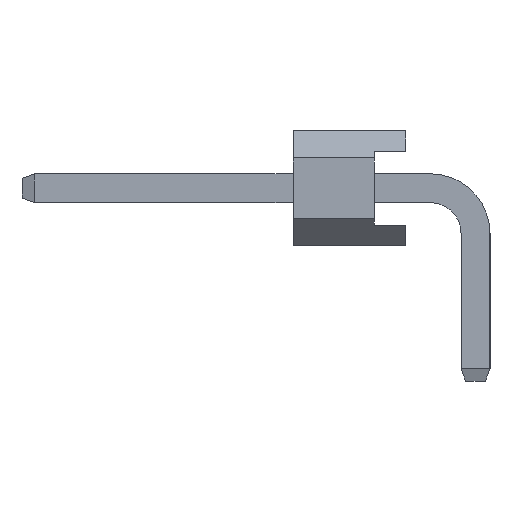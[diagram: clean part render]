
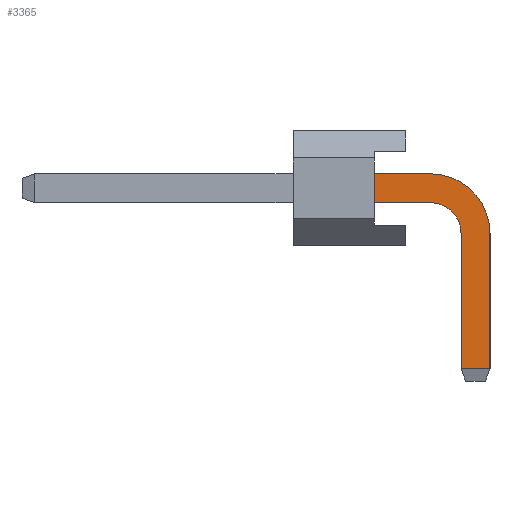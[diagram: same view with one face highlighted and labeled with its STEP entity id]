
A CAD part, left-side view. The second image highlights one B-rep face of the part: STEP entity #3365.
In plain terms, the highlighted planar face has unit normal (-1, 0, 0).
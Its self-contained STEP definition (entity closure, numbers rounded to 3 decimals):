
#3365=ADVANCED_FACE('',(#9381),#9383,.T.);
#9381=FACE_BOUND('',#9382,.T.);
#9382=EDGE_LOOP('',(#14273,#14274,#14275,#14276,#14277,#14278,#14279,#14280));
#9383=PLANE('',#9384);
#9384=AXIS2_PLACEMENT_3D('',#9385,#9386,#9387);
#9385=CARTESIAN_POINT('',(-0.32,0.32,-3.));
#9386=DIRECTION('',(-1.,0.,0.));
#9387=DIRECTION('',(0.,-1.,0.));
#14273=ORIENTED_EDGE('',*,*,#17185,.T.);
#14274=ORIENTED_EDGE('',*,*,#17186,.T.);
#14275=ORIENTED_EDGE('',*,*,#17187,.T.);
#14276=ORIENTED_EDGE('',*,*,#17188,.T.);
#14277=ORIENTED_EDGE('',*,*,#16229,.T.);
#14278=ORIENTED_EDGE('',*,*,#17189,.F.);
#14279=ORIENTED_EDGE('',*,*,#17190,.F.);
#14280=ORIENTED_EDGE('',*,*,#17191,.F.);
#16229=EDGE_CURVE('',#18581,#18582,#18583,.T.);
#17185=EDGE_CURVE('',#20081,#20082,#20083,.T.);
#17186=EDGE_CURVE('',#20082,#20084,#20085,.T.);
#17187=EDGE_CURVE('',#20084,#20086,#20087,.T.);
#17188=EDGE_CURVE('',#20086,#18581,#20088,.T.);
#17189=EDGE_CURVE('',#20089,#18582,#20090,.T.);
#17190=EDGE_CURVE('',#20091,#20089,#20092,.T.);
#17191=EDGE_CURVE('',#20081,#20091,#20093,.T.);
#18581=VERTEX_POINT('',#22593);
#18582=VERTEX_POINT('',#22594);
#18583=LINE('',#22595,#22596);
#20081=VERTEX_POINT('',#26093);
#20082=VERTEX_POINT('',#26094);
#20083=LINE('',#26095,#26096);
#20084=VERTEX_POINT('',#26098);
#20085=LINE('',#26099,#26100);
#20086=VERTEX_POINT('',#26102);
#20087=CIRCLE('',#26103,1.32);
#20088=LINE('',#26107,#26108);
#20089=VERTEX_POINT('',#26110);
#20090=LINE('',#26111,#26112);
#20091=VERTEX_POINT('',#26114);
#20092=CIRCLE('',#26115,0.68);
#20093=LINE('',#26119,#26120);
#22593=CARTESIAN_POINT('',(-0.32,2.24,1.59));
#22594=CARTESIAN_POINT('',(-0.32,2.24,0.95));
#22595=CARTESIAN_POINT('',(-0.32,2.24,1.59));
#22596=VECTOR('',#22597,1.);
#22597=DIRECTION('',(0.,0.,-1.));
#26093=CARTESIAN_POINT('',(-0.32,0.32,-2.725));
#26094=CARTESIAN_POINT('',(-0.32,-0.32,-2.725));
#26095=CARTESIAN_POINT('',(-0.32,0.32,-2.725));
#26096=VECTOR('',#26097,1.);
#26097=DIRECTION('',(0.,-1.,0.));
#26098=CARTESIAN_POINT('',(-0.32,-0.32,0.27));
#26099=CARTESIAN_POINT('',(-0.32,-0.32,-2.725));
#26100=VECTOR('',#26101,1.);
#26101=DIRECTION('',(0.,0.,1.));
#26102=CARTESIAN_POINT('',(-0.32,1.,1.59));
#26103=AXIS2_PLACEMENT_3D('',#26104,#26105,#26106);
#26104=CARTESIAN_POINT('',(-0.32,1.,0.27));
#26105=DIRECTION('',(-1.,-0.,0.));
#26106=DIRECTION('',(0.,-1.,0.));
#26107=CARTESIAN_POINT('',(-0.32,1.,1.59));
#26108=VECTOR('',#26109,1.);
#26109=DIRECTION('',(0.,1.,0.));
#26110=CARTESIAN_POINT('',(-0.32,1.,0.95));
#26111=CARTESIAN_POINT('',(-0.32,1.,0.95));
#26112=VECTOR('',#26113,1.);
#26113=DIRECTION('',(0.,1.,0.));
#26114=CARTESIAN_POINT('',(-0.32,0.32,0.27));
#26115=AXIS2_PLACEMENT_3D('',#26116,#26117,#26118);
#26116=CARTESIAN_POINT('',(-0.32,1.,0.27));
#26117=DIRECTION('',(-1.,-0.,0.));
#26118=DIRECTION('',(0.,-1.,0.));
#26119=CARTESIAN_POINT('',(-0.32,0.32,-2.725));
#26120=VECTOR('',#26121,1.);
#26121=DIRECTION('',(0.,0.,1.));
